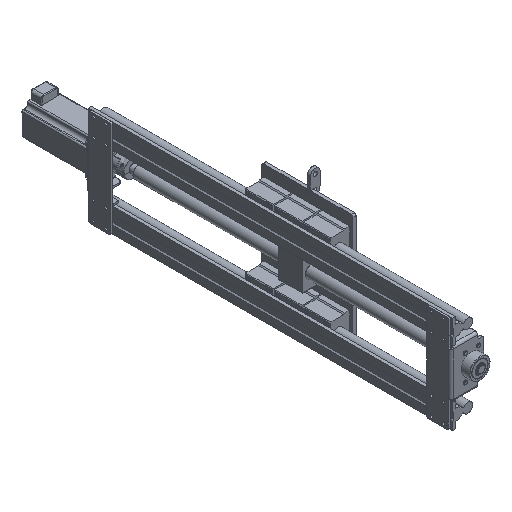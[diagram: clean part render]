
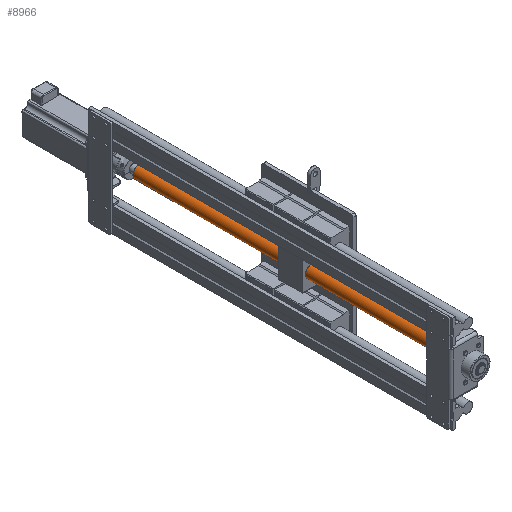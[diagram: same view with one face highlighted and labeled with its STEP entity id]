
A CAD part, isometric view. The second image highlights one B-rep face of the part: STEP entity #8966.
In plain terms, the highlighted free-form (B-spline) face has degree [2, 1] with [9, 2] control points.
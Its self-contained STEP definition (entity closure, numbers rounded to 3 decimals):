
#8923 = VERTEX_POINT('',#8924);
#8924 = CARTESIAN_POINT('',(39.849,-51.705,
    62.277));
#8929 = EDGE_CURVE('',#8923,#8930,#8932,.T.);
#8930 = VERTEX_POINT('',#8931);
#8931 = CARTESIAN_POINT('',(21.211,-51.705,
    55.905));
#8932 = ( BOUNDED_CURVE() B_SPLINE_CURVE(2,(#8933,#8934,#8935,#8936,
#8937),.UNSPECIFIED.,.F.,.F.) B_SPLINE_CURVE_WITH_KNOTS((3,2,3),(
    3.142,4.712,6.283),
.PIECEWISE_BEZIER_KNOTS.) CURVE() GEOMETRIC_REPRESENTATION_ITEM() 
RATIONAL_B_SPLINE_CURVE((1.,0.707,1.,0.707,1.)) 
REPRESENTATION_ITEM('') );
#8933 = CARTESIAN_POINT('',(39.849,-51.705,
    62.277));
#8934 = CARTESIAN_POINT('',(43.035,-51.705,
    52.958));
#8935 = CARTESIAN_POINT('',(33.716,-51.705,
    49.772));
#8936 = CARTESIAN_POINT('',(24.398,-51.705,
    46.586));
#8937 = CARTESIAN_POINT('',(21.211,-51.705,
    55.905));
#8939 = EDGE_CURVE('',#8930,#8923,#8940,.T.);
#8940 = ( BOUNDED_CURVE() B_SPLINE_CURVE(2,(#8941,#8942,#8943,#8944,
#8945),.UNSPECIFIED.,.F.,.F.) B_SPLINE_CURVE_WITH_KNOTS((3,2,3),(0.,
1.571,3.142),.PIECEWISE_BEZIER_KNOTS.) CURVE() 
GEOMETRIC_REPRESENTATION_ITEM() RATIONAL_B_SPLINE_CURVE((1.,
0.707,1.,0.707,1.)) REPRESENTATION_ITEM('') );
#8941 = CARTESIAN_POINT('',(21.211,-51.705,
    55.905));
#8942 = CARTESIAN_POINT('',(18.025,-51.705,
    65.224));
#8943 = CARTESIAN_POINT('',(27.344,-51.705,
    68.41));
#8944 = CARTESIAN_POINT('',(36.663,-51.705,
    71.596));
#8945 = CARTESIAN_POINT('',(39.849,-51.705,
    62.277));
#8966 = ADVANCED_FACE('',(#8967),#8997,.T.);
#8967 = FACE_BOUND('',#8968,.T.);
#8968 = EDGE_LOOP('',(#8969,#8970,#8971,#8978,#8988,#8996));
#8969 = ORIENTED_EDGE('',*,*,#8929,.F.);
#8970 = ORIENTED_EDGE('',*,*,#8939,.F.);
#8971 = ORIENTED_EDGE('',*,*,#8972,.T.);
#8972 = EDGE_CURVE('',#8930,#8973,#8975,.T.);
#8973 = VERTEX_POINT('',#8974);
#8974 = CARTESIAN_POINT('',(21.211,-582.538,55.905
    ));
#8975 = B_SPLINE_CURVE_WITH_KNOTS('',1,(#8976,#8977),.UNSPECIFIED.,.F.,
  .F.,(2,2),(-269.5,269.5),.PIECEWISE_BEZIER_KNOTS.);
#8976 = CARTESIAN_POINT('',(21.211,-51.705,
    55.905));
#8977 = CARTESIAN_POINT('',(21.211,-582.538,55.905
    ));
#8978 = ORIENTED_EDGE('',*,*,#8979,.F.);
#8979 = EDGE_CURVE('',#8980,#8973,#8982,.T.);
#8980 = VERTEX_POINT('',#8981);
#8981 = CARTESIAN_POINT('',(39.849,-582.538,
    62.277));
#8982 = ( BOUNDED_CURVE() B_SPLINE_CURVE(2,(#8983,#8984,#8985,#8986,
#8987),.UNSPECIFIED.,.F.,.F.) B_SPLINE_CURVE_WITH_KNOTS((3,2,3),(
    3.142,4.712,6.283),
.PIECEWISE_BEZIER_KNOTS.) CURVE() GEOMETRIC_REPRESENTATION_ITEM() 
RATIONAL_B_SPLINE_CURVE((1.,0.707,1.,0.707,1.)) 
REPRESENTATION_ITEM('') );
#8983 = CARTESIAN_POINT('',(39.849,-582.538,
    62.277));
#8984 = CARTESIAN_POINT('',(36.663,-582.538,
    71.596));
#8985 = CARTESIAN_POINT('',(27.344,-582.538,
    68.41));
#8986 = CARTESIAN_POINT('',(18.025,-582.538,
    65.224));
#8987 = CARTESIAN_POINT('',(21.211,-582.538,55.905
    ));
#8988 = ORIENTED_EDGE('',*,*,#8989,.F.);
#8989 = EDGE_CURVE('',#8973,#8980,#8990,.T.);
#8990 = ( BOUNDED_CURVE() B_SPLINE_CURVE(2,(#8991,#8992,#8993,#8994,
#8995),.UNSPECIFIED.,.F.,.F.) B_SPLINE_CURVE_WITH_KNOTS((3,2,3),(0.,
1.571,3.142),.PIECEWISE_BEZIER_KNOTS.) CURVE() 
GEOMETRIC_REPRESENTATION_ITEM() RATIONAL_B_SPLINE_CURVE((1.,
0.707,1.,0.707,1.)) REPRESENTATION_ITEM('') );
#8991 = CARTESIAN_POINT('',(21.211,-582.538,55.905
    ));
#8992 = CARTESIAN_POINT('',(24.398,-582.538,
    46.586));
#8993 = CARTESIAN_POINT('',(33.716,-582.538,
    49.772));
#8994 = CARTESIAN_POINT('',(43.035,-582.538,
    52.958));
#8995 = CARTESIAN_POINT('',(39.849,-582.538,
    62.277));
#8996 = ORIENTED_EDGE('',*,*,#8972,.F.);
#8997 = ( BOUNDED_SURFACE() B_SPLINE_SURFACE(2,1,(
    (#8998,#8999)
    ,(#9000,#9001)
    ,(#9002,#9003)
    ,(#9004,#9005)
    ,(#9006,#9007)
    ,(#9008,#9009)
    ,(#9010,#9011)
    ,(#9012,#9013)
    ,(#9014,#9015
)),.UNSPECIFIED.,.T.,.F.,.F.) B_SPLINE_SURFACE_WITH_KNOTS((3,2,2,2,3),(2
    ,2),(3.142,4.189,6.283,8.378,
    9.425),(-269.5,269.5),.UNSPECIFIED.) 
GEOMETRIC_REPRESENTATION_ITEM() RATIONAL_B_SPLINE_SURFACE((
    (0.75,0.75)
    ,(0.75,0.75)
    ,(1.,1.)
    ,(0.5,0.5)
    ,(1.,1.)
    ,(0.5,0.5)
    ,(1.,1.)
    ,(0.75,0.75)
,(0.75,0.75))) REPRESENTATION_ITEM('') SURFACE() );
#8998 = CARTESIAN_POINT('',(21.211,-582.538,55.905
    ));
#8999 = CARTESIAN_POINT('',(21.211,-51.705,
    55.905));
#9000 = CARTESIAN_POINT('',(19.372,-582.538,
    61.285));
#9001 = CARTESIAN_POINT('',(19.372,-51.705,
    61.285));
#9002 = CARTESIAN_POINT('',(23.112,-582.538,
    65.568));
#9003 = CARTESIAN_POINT('',(23.112,-51.705,
    65.568));
#9004 = CARTESIAN_POINT('',(34.331,-582.538,
    78.418));
#9005 = CARTESIAN_POINT('',(34.331,-51.705,
    78.418));
#9006 = CARTESIAN_POINT('',(39.849,-582.538,
    62.277));
#9007 = CARTESIAN_POINT('',(39.849,-51.705,
    62.277));
#9008 = CARTESIAN_POINT('',(45.368,-582.538,
    46.136));
#9009 = CARTESIAN_POINT('',(45.368,-51.705,
    46.136));
#9010 = CARTESIAN_POINT('',(28.63,-582.538,
    49.427));
#9011 = CARTESIAN_POINT('',(28.63,-51.705,
    49.427));
#9012 = CARTESIAN_POINT('',(23.051,-582.538,
    50.525));
#9013 = CARTESIAN_POINT('',(23.051,-51.705,
    50.525));
#9014 = CARTESIAN_POINT('',(21.211,-582.538,55.905
    ));
#9015 = CARTESIAN_POINT('',(21.211,-51.705,
    55.905));
